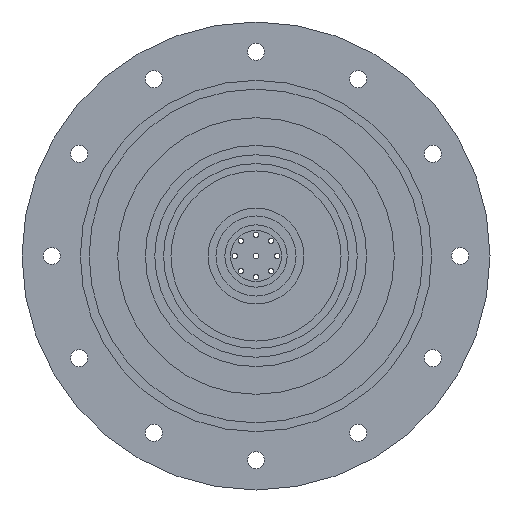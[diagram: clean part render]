
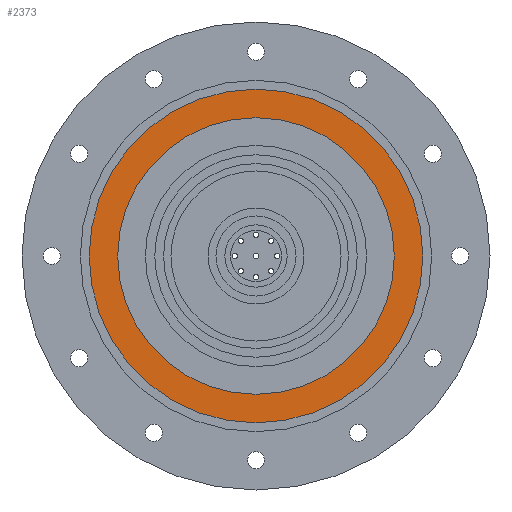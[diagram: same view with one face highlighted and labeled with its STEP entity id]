
A CAD part, front view. The second image highlights one B-rep face of the part: STEP entity #2373.
In plain terms, the highlighted planar face has unit normal (0, -1, 0).
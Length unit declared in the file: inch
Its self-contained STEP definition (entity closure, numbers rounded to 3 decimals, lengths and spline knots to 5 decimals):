
#33 = CIRCLE ( 'NONE', #563, 1.9605 ) ;
#323 = CARTESIAN_POINT ( 'NONE',  ( 0., 0., -1.9605 ) ) ;
#515 = CIRCLE ( 'NONE', #2246, 1.625 ) ;
#563 = AXIS2_PLACEMENT_3D ( 'NONE', #1589, #2991, #2531 ) ;
#579 = DIRECTION ( 'NONE',  ( 0., -1., 0. ) ) ;
#743 = VERTEX_POINT ( 'NONE', #2485 ) ;
#843 = CIRCLE ( 'NONE', #1338, 1.625 ) ;
#892 = AXIS2_PLACEMENT_3D ( 'NONE', #2274, #2500, #2470 ) ;
#942 = EDGE_CURVE ( 'NONE', #743, #2377, #843, .T. ) ;
#1057 = FACE_OUTER_BOUND ( 'NONE', #2365, .T. ) ;
#1066 = EDGE_CURVE ( 'NONE', #2265, #1829, #33, .T. ) ;
#1090 = CARTESIAN_POINT ( 'NONE',  ( 0., 0., -1.625 ) ) ;
#1276 = DIRECTION ( 'NONE',  ( 0., -1., 0. ) ) ;
#1338 = AXIS2_PLACEMENT_3D ( 'NONE', #2169, #2900, #2857 ) ;
#1532 = PLANE ( 'NONE',  #892 ) ;
#1589 = CARTESIAN_POINT ( 'NONE',  ( 0., 0., 0. ) ) ;
#1819 = EDGE_CURVE ( 'NONE', #2377, #743, #515, .T. ) ;
#1829 = VERTEX_POINT ( 'NONE', #2339 ) ;
#1982 = CIRCLE ( 'NONE', #3010, 1.9605 ) ;
#2008 = ORIENTED_EDGE ( 'NONE', *, *, #2038, .T. ) ;
#2038 = EDGE_CURVE ( 'NONE', #1829, #2265, #1982, .T. ) ;
#2050 = FACE_BOUND ( 'NONE', #2961, .T. ) ;
#2169 = CARTESIAN_POINT ( 'NONE',  ( 0., 0., 0. ) ) ;
#2224 = CARTESIAN_POINT ( 'NONE',  ( 0., 0., 0. ) ) ;
#2246 = AXIS2_PLACEMENT_3D ( 'NONE', #2665, #1276, #2873 ) ;
#2265 = VERTEX_POINT ( 'NONE', #323 ) ;
#2274 = CARTESIAN_POINT ( 'NONE',  ( 0., 0., 0. ) ) ;
#2339 = CARTESIAN_POINT ( 'NONE',  ( 0., 0., 1.9605 ) ) ;
#2365 = EDGE_LOOP ( 'NONE', ( #2437, #2008 ) ) ;
#2373 = ADVANCED_FACE ( 'NONE', ( #2050, #1057 ), #1532, .F. ) ;
#2377 = VERTEX_POINT ( 'NONE', #1090 ) ;
#2437 = ORIENTED_EDGE ( 'NONE', *, *, #1066, .T. ) ;
#2467 = DIRECTION ( 'NONE',  ( 0., 0., -1. ) ) ;
#2470 = DIRECTION ( 'NONE',  ( 0., 0., 1. ) ) ;
#2485 = CARTESIAN_POINT ( 'NONE',  ( 0., 0., 1.625 ) ) ;
#2500 = DIRECTION ( 'NONE',  ( 0., 1., 0. ) ) ;
#2531 = DIRECTION ( 'NONE',  ( 0., 0., -1. ) ) ;
#2651 = ORIENTED_EDGE ( 'NONE', *, *, #1819, .F. ) ;
#2665 = CARTESIAN_POINT ( 'NONE',  ( 0., 0., 0. ) ) ;
#2815 = ORIENTED_EDGE ( 'NONE', *, *, #942, .F. ) ;
#2857 = DIRECTION ( 'NONE',  ( 0., 0., -1. ) ) ;
#2873 = DIRECTION ( 'NONE',  ( 0., 0., -1. ) ) ;
#2900 = DIRECTION ( 'NONE',  ( 0., -1., 0. ) ) ;
#2961 = EDGE_LOOP ( 'NONE', ( #2651, #2815 ) ) ;
#2991 = DIRECTION ( 'NONE',  ( 0., -1., 0. ) ) ;
#3010 = AXIS2_PLACEMENT_3D ( 'NONE', #2224, #579, #2467 ) ;
